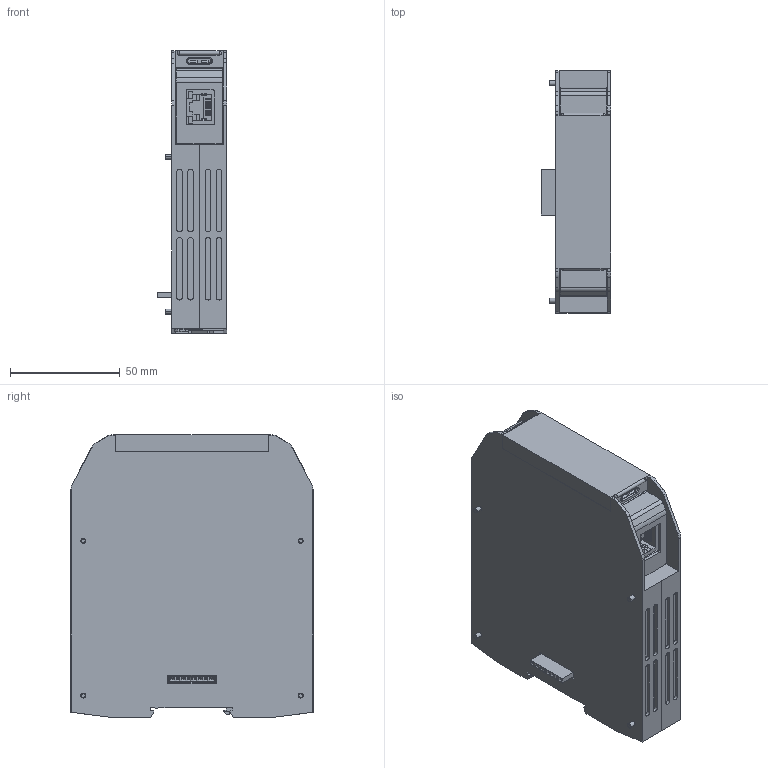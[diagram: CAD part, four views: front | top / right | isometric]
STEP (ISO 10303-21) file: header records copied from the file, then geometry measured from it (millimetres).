
FILE_DESCRIPTION((''),'2;1');
FILE_NAME('231119_SM01_ASM','2023-01-09T13:25:30',('PDMAdmin'),('BANNER ENGINEERING'),'CREO PARAMETRIC BY PTC INC, 2019292','CREO PARAMETRIC BY PTC INC, 2019292','');
FILE_SCHEMA(('CONFIG_CONTROL_DESIGN'));
Length unit declared in the file: millimetre
Products named in the file (2): 231119_EP01; 231119_SM01_ASM
Assembly tree (1 placements, depth 2):
  231119_SM01_ASM
    231119_EP01
Bounding box: 31.65 x 110.16 x 128.47 mm (x, y, z)
Volume: 315564.9 mm3; surface area: 59005.1 mm2
Topology: 1 solids, 1 shells, 1606 faces, 4431 edges, 2889 vertices
Faces by surface type: plane 1231, cylinder 341, cone 16, sphere 14, torus 4
Entity records: 51039 total; most frequent: CARTESIAN_POINT 9676, ORIENTED_EDGE 8854, DIRECTION 8163, EDGE_CURVE 4427, VECTOR 3645, LINE 3645, VERTEX_POINT 2889, AXIS2_PLACEMENT_3D 2259
